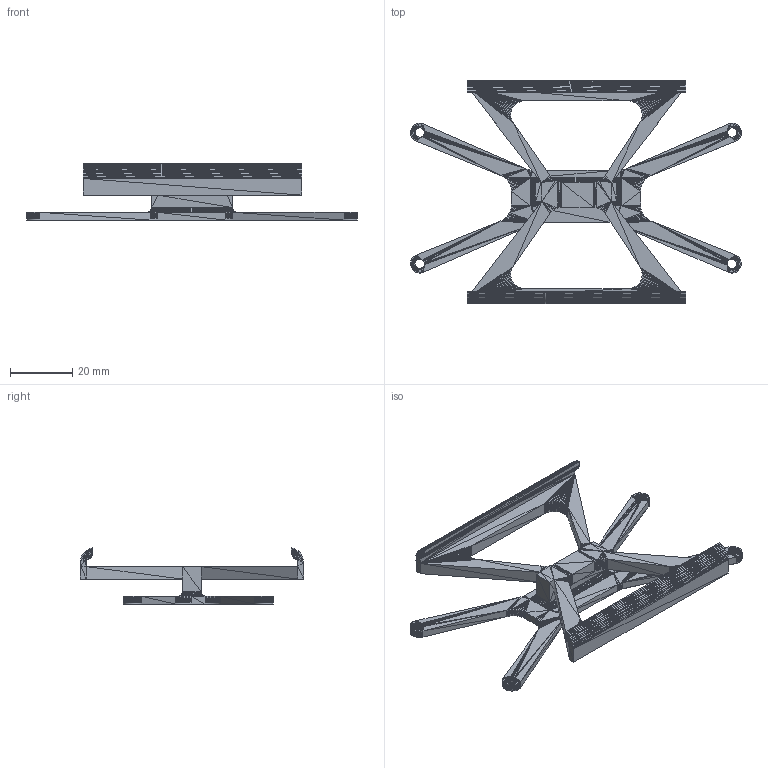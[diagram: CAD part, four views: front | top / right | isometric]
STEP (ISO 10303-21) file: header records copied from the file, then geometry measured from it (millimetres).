
FILE_DESCRIPTION(/* description */ (''),/* implementation_level */ '2;1');
FILE_NAME(/* name */ 'anycubic mount 4.3.step',/* time_stamp */ '2021-05-30T12:43:20+02:00',/* author */ (''),/* organization */ (''),/* preprocessor_version */ 'ST-DEVELOPER v18.1',/* originating_system */ 'Autodesk Translation Framework v10.6.0.1341',/* authorisation */ '');
FILE_SCHEMA (('AUTOMOTIVE_DESIGN { 1 0 10303 214 3 1 1 }'));
Products named in the file (1): Fly Mellow 4.5"
Bounding box: 105.99 x 71.5 x 18 mm (x, y, z)
Volume: 13084.7 mm3; surface area: 11438 mm2
Topology: 1 solids, 1 shells, 3180 faces, 4770 edges, 1580 vertices
Faces by surface type: plane 3180
Entity records: 62083 total; most frequent: DIRECTION 11132, ORIENTED_EDGE 9540, CARTESIAN_POINT 9531, LINE 4770, VECTOR 4770, EDGE_CURVE 4770, AXIS2_PLACEMENT_3D 3181, FACE_OUTER_BOUND 3180
